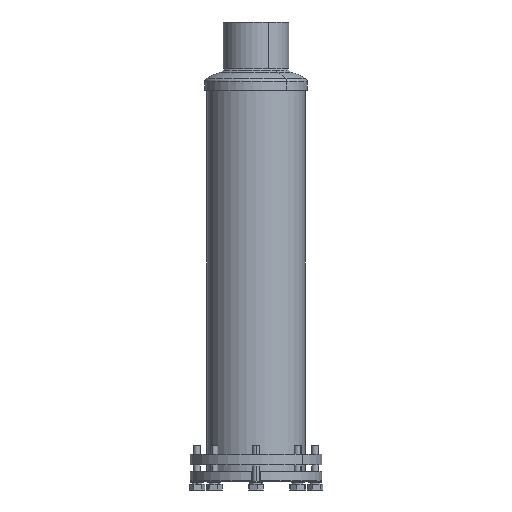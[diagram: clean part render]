
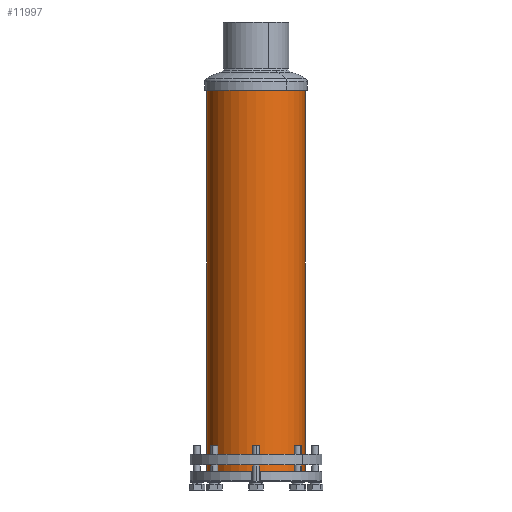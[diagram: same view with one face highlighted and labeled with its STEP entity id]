
A CAD part, front view. The second image highlights one B-rep face of the part: STEP entity #11997.
In plain terms, the highlighted cylindrical face has radius 57 mm (diameter 114 mm), a partial arc.
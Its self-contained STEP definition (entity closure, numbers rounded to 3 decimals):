
#284 = CARTESIAN_POINT ( 'NONE',  ( 57., 0., 0. ) ) ;
#697 = ORIENTED_EDGE ( 'NONE', *, *, #6003, .F. ) ;
#1805 = DIRECTION ( 'NONE',  ( 0., 0., -1. ) ) ;
#1839 = AXIS2_PLACEMENT_3D ( 'NONE', #7426, #20892, #9378 ) ;
#4123 = LINE ( 'NONE', #24858, #18869 ) ;
#4353 = VERTEX_POINT ( 'NONE', #11762 ) ;
#5774 = CARTESIAN_POINT ( 'NONE',  ( 0., 0., 455. ) ) ;
#6003 = EDGE_CURVE ( 'NONE', #9181, #8087, #4123, .T. ) ;
#6789 = EDGE_LOOP ( 'NONE', ( #13560, #13695, #24573, #697 ) ) ;
#7426 = CARTESIAN_POINT ( 'NONE',  ( 0., 0., 0. ) ) ;
#7713 = DIRECTION ( 'NONE',  ( 1., 0., 0. ) ) ;
#8087 = VERTEX_POINT ( 'NONE', #12536 ) ;
#8304 = CARTESIAN_POINT ( 'NONE',  ( 0., 0., 455. ) ) ;
#8430 = LINE ( 'NONE', #11397, #11128 ) ;
#9181 = VERTEX_POINT ( 'NONE', #16151 ) ;
#9378 = DIRECTION ( 'NONE',  ( 1., 0., 0. ) ) ;
#9926 = FACE_OUTER_BOUND ( 'NONE', #6789, .T. ) ;
#10560 = AXIS2_PLACEMENT_3D ( 'NONE', #5774, #19247, #7713 ) ;
#11128 = VECTOR ( 'NONE', #1805, 1000. ) ;
#11134 = DIRECTION ( 'NONE',  ( 0., 0., -1. ) ) ;
#11397 = CARTESIAN_POINT ( 'NONE',  ( 57., 0., 455. ) ) ;
#11762 = CARTESIAN_POINT ( 'NONE',  ( 57., 0., 455. ) ) ;
#11997 = ADVANCED_FACE ( 'NONE', ( #9926 ), #19559, .T. ) ;
#12536 = CARTESIAN_POINT ( 'NONE',  ( -57., 0., 0. ) ) ;
#13560 = ORIENTED_EDGE ( 'NONE', *, *, #14336, .F. ) ;
#13695 = ORIENTED_EDGE ( 'NONE', *, *, #16291, .T. ) ;
#14336 = EDGE_CURVE ( 'NONE', #4353, #9181, #24837, .T. ) ;
#16151 = CARTESIAN_POINT ( 'NONE',  ( -57., 0., 455. ) ) ;
#16291 = EDGE_CURVE ( 'NONE', #4353, #23506, #8430, .T. ) ;
#16944 = EDGE_CURVE ( 'NONE', #23506, #8087, #21359, .T. ) ;
#18869 = VECTOR ( 'NONE', #11134, 1000. ) ;
#19247 = DIRECTION ( 'NONE',  ( 0., 0., 1. ) ) ;
#19559 = CYLINDRICAL_SURFACE ( 'NONE', #23066, 57. ) ;
#19771 = DIRECTION ( 'NONE',  ( 0., 0., -1. ) ) ;
#20892 = DIRECTION ( 'NONE',  ( 0., 0., 1. ) ) ;
#21359 = CIRCLE ( 'NONE', #1839, 57. ) ;
#21760 = DIRECTION ( 'NONE',  ( -1., 0., 0. ) ) ;
#23066 = AXIS2_PLACEMENT_3D ( 'NONE', #8304, #19771, #21760 ) ;
#23506 = VERTEX_POINT ( 'NONE', #284 ) ;
#24573 = ORIENTED_EDGE ( 'NONE', *, *, #16944, .T. ) ;
#24837 = CIRCLE ( 'NONE', #10560, 57. ) ;
#24858 = CARTESIAN_POINT ( 'NONE',  ( -57., 0., 455. ) ) ;
